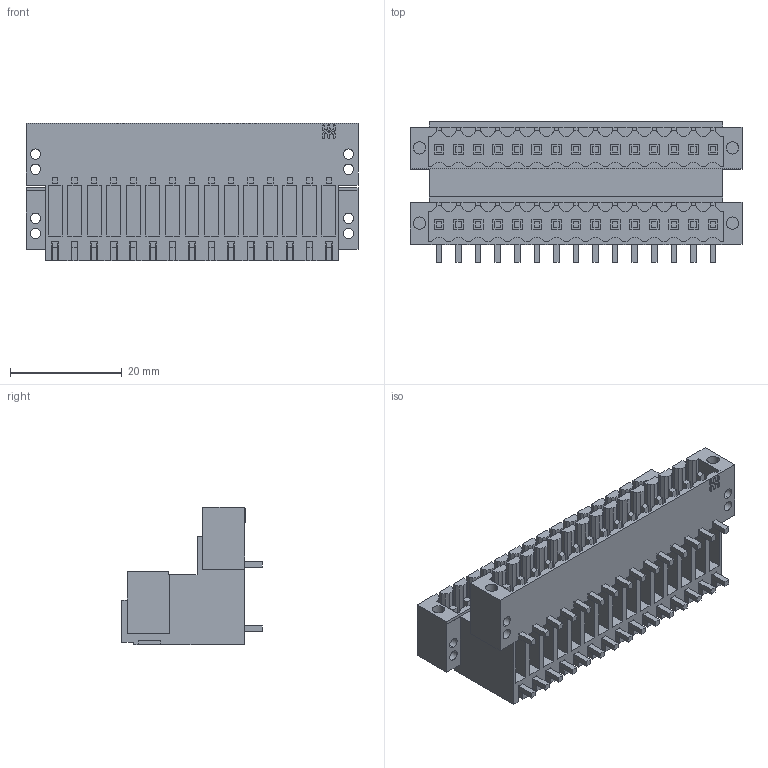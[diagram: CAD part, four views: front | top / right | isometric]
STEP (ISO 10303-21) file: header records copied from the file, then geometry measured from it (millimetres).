
FILE_DESCRIPTION(('CATIA V5 STEP','CAx-IF Rec.Pracs.--- Model Styling and Organization---1.2---2011-12-15'),'2;1');
FILE_NAME ('D1458733_0_1890840000_1890840000.stp','2016-10-04T06:49:06+00:00',('none'),('Weidmueller'),'CATIA Version 5-6 Release 2014','CATIA V5 STEP AP214','none');
FILE_SCHEMA(('AUTOMOTIVE_DESIGN { 1 0 10303 214 1 1 1 1 }'));
Length unit declared in the file: millimetre
Products named in the file (1): 1890840000_S
Bounding box: 59.4 x 25.2 x 24.55 mm (x, y, z)
Volume: 13053.2 mm3; surface area: 16146.3 mm2
Topology: 31 solids, 31 shells, 1607 faces, 4697 edges, 3194 vertices
Faces by surface type: plane 1356, cylinder 231, extrusion 20
Entity records: 51012 total; most frequent: CARTESIAN_POINT 10780, ORIENTED_EDGE 9354, DIRECTION 6525, EDGE_CURVE 4677, VECTOR 4190, LINE 4170, VERTEX_POINT 3184, EDGE_LOOP 1759
